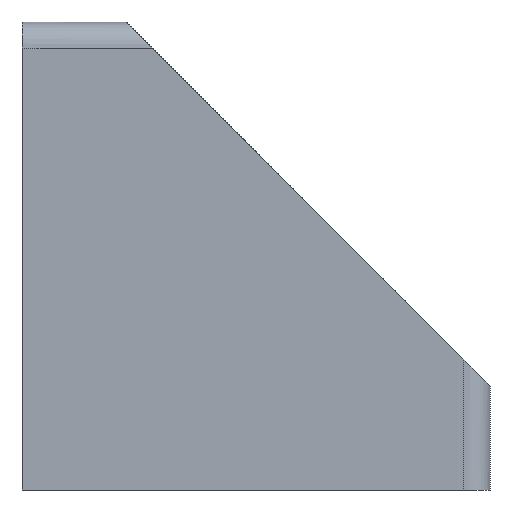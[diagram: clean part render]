
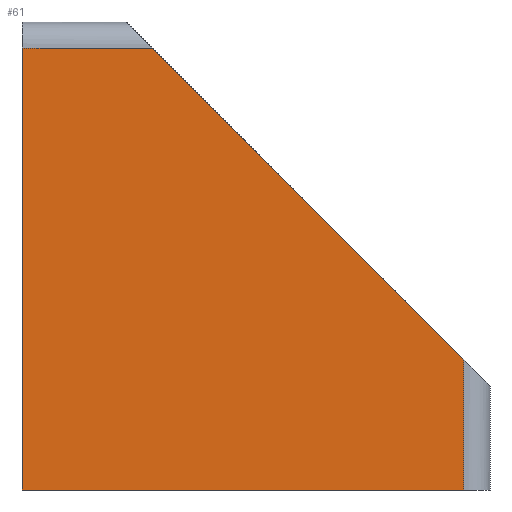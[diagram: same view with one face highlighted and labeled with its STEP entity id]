
A CAD part, left-side view. The second image highlights one B-rep face of the part: STEP entity #61.
In plain terms, the highlighted planar face has unit normal (-1, 0, 0).
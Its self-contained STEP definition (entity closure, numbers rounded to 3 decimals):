
#61=ADVANCED_FACE('1274',(#133),#134,.T.);
#133=FACE_OUTER_BOUND('',#217,.T.);
#134=PLANE('',#218);
#217=EDGE_LOOP('',(#332,#333,#334,#335,#336));
#218=AXIS2_PLACEMENT_3D('',#337,#338,#339);
#332=ORIENTED_EDGE('',*,*,#516,.T.);
#333=ORIENTED_EDGE('',*,*,#528,.T.);
#334=ORIENTED_EDGE('',*,*,#529,.T.);
#335=ORIENTED_EDGE('',*,*,#530,.T.);
#336=ORIENTED_EDGE('',*,*,#526,.T.);
#337=CARTESIAN_POINT('',(-14.0,0.0,0.0));
#338=DIRECTION('',(-1.0,0.0,0.0));
#339=DIRECTION('',(0.0,-1.0,0.0));
#516=EDGE_CURVE('8316',#617,#615,#618,.T.);
#526=EDGE_CURVE('8058',#630,#617,#632,.T.);
#528=EDGE_CURVE('8063',#615,#634,#635,.T.);
#529=EDGE_CURVE('8077',#634,#636,#637,.T.);
#530=EDGE_CURVE('8076',#636,#630,#638,.T.);
#615=VERTEX_POINT('',#771);
#617=VERTEX_POINT('',#782);
#618=LINE('',#783,#784);
#630=VERTEX_POINT('',#810);
#632=LINE('',#812,#813);
#634=VERTEX_POINT('',#815);
#635=LINE('',#816,#817);
#636=VERTEX_POINT('',#818);
#637=LINE('',#819,#820);
#638=LINE('',#821,#822);
#771=CARTESIAN_POINT('',(-14.0,-7.5,25.5));
#782=CARTESIAN_POINT('',(-14.0,-25.5,7.5));
#783=CARTESIAN_POINT('',(-14.0,-25.5,7.5));
#784=VECTOR('',#942,25.456);
#810=CARTESIAN_POINT('',(-14.0,-25.5,0.0));
#812=CARTESIAN_POINT('',(-14.0,-25.5,0.0));
#813=VECTOR('',#951,7.5);
#815=CARTESIAN_POINT('',(-14.0,0.0,25.5));
#816=CARTESIAN_POINT('',(-14.0,-7.5,25.5));
#817=VECTOR('',#952,7.5);
#818=CARTESIAN_POINT('',(-14.0,0.0,0.0));
#819=CARTESIAN_POINT('',(-14.0,0.0,25.5));
#820=VECTOR('',#953,25.5);
#821=CARTESIAN_POINT('',(-14.0,0.0,0.0));
#822=VECTOR('',#954,25.5);
#942=DIRECTION('',(0.0,0.707,0.707));
#951=DIRECTION('',(0.0,0.0,1.0));
#952=DIRECTION('',(0.0,1.0,0.0));
#953=DIRECTION('',(0.0,0.0,-1.0));
#954=DIRECTION('',(0.0,-1.0,0.0));
